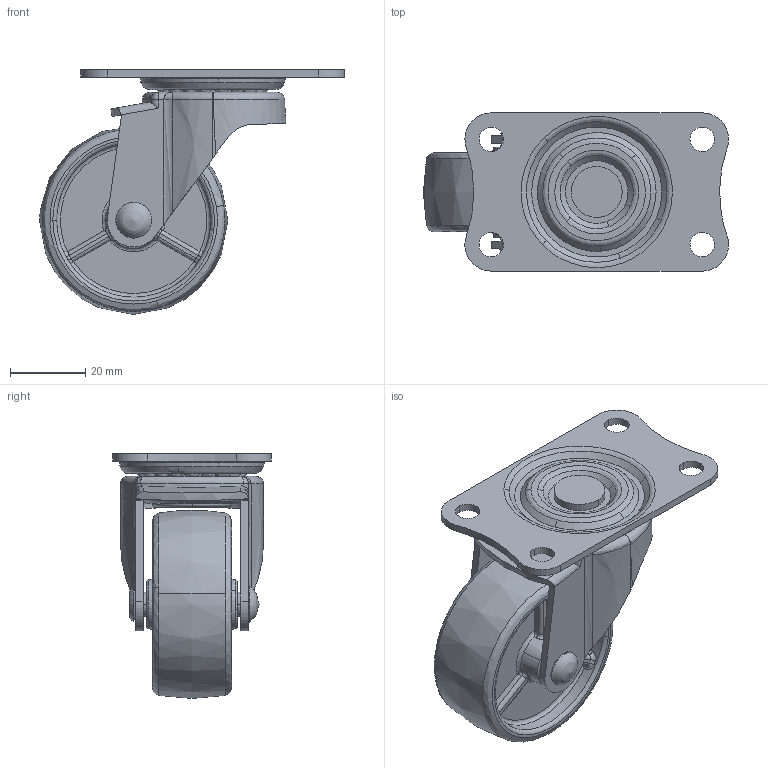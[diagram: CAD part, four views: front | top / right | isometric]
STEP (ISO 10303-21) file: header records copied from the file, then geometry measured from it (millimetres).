
FILE_DESCRIPTION((''),'2;1');
FILE_NAME('','2005-12-15T17:09:30',(''),(''),'','CADfix','');
FILE_SCHEMA(('AUTOMOTIVE_DESIGN'));
Length unit declared in the file: millimetre
Products named in the file (6): body; wheel; mounting plate; main shaft; axle; No_420_E_N50_2_28867_36
Assembly tree (5 placements, depth 2):
  No_420_E_N50_2_28867_36
    body
    wheel
    mounting plate
    main shaft
    axle
Bounding box: 80.99 x 42 x 65 mm (x, y, z)
Volume: 47470.1 mm3; surface area: 25568.3 mm2
Topology: 5 solids, 5 shells, 335 faces, 1018 edges, 722 vertices
Faces by surface type: bspline 335
Entity records: 20996 total; most frequent: CARTESIAN_POINT 15291, ORIENTED_EDGE 2032, EDGE_CURVE 1016, VERTEX_POINT 722, EDGE_LOOP 456, FACE_OUTER_BOUND 335, ADVANCED_FACE 335, QUASI_UNIFORM_CURVE 226
